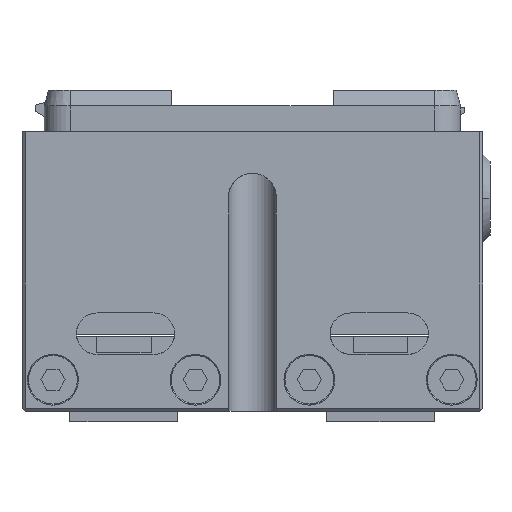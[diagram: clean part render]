
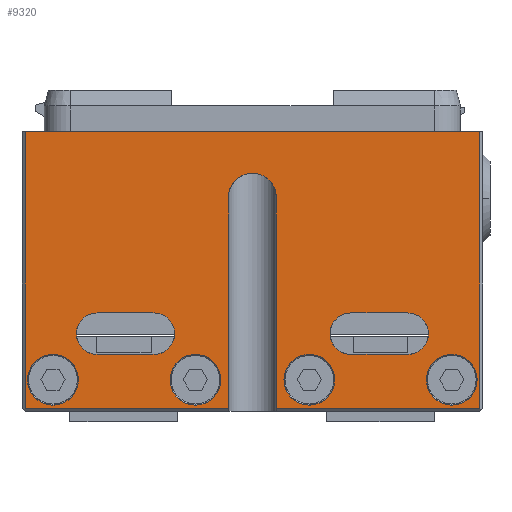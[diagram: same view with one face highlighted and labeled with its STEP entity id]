
A CAD part, front view. The second image highlights one B-rep face of the part: STEP entity #9320.
In plain terms, the highlighted planar face has unit normal (0, -1, 0).
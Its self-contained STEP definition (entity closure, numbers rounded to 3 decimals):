
#1238=DIRECTION('',(1.,0.,0.));
#1239=VECTOR('',#1238,19.65);
#1240=CARTESIAN_POINT('',(2.3,0.,-26.7));
#1241=LINE('',#1240,#1239);
#1242=DIRECTION('',(0.,0.,1.));
#1243=VECTOR('',#1242,20.4);
#1244=CARTESIAN_POINT('',(2.3,0.,-26.7));
#1245=LINE('',#1244,#1243);
#1246=CARTESIAN_POINT('',(0.,0.,-6.3));
#1247=DIRECTION('',(0.,-1.,0.));
#1248=DIRECTION('',(1.,0.,0.));
#1249=AXIS2_PLACEMENT_3D('',#1246,#1247,#1248);
#1251=DIRECTION('',(0.,0.,1.));
#1252=VECTOR('',#1251,20.4);
#1253=CARTESIAN_POINT('',(-2.3,0.,-26.7));
#1254=LINE('',#1253,#1252);
#1255=DIRECTION('',(1.,0.,0.));
#1256=VECTOR('',#1255,19.65);
#1257=CARTESIAN_POINT('',(-21.95,0.,-26.7));
#1258=LINE('',#1257,#1256);
#1259=DIRECTION('',(0.,0.,-1.));
#1260=VECTOR('',#1259,26.7);
#1261=CARTESIAN_POINT('',(-21.95,0.,0.));
#1262=LINE('',#1261,#1260);
#1263=DIRECTION('',(1.,0.,0.));
#1264=VECTOR('',#1263,43.9);
#1265=CARTESIAN_POINT('',(-21.95,0.,0.));
#1266=LINE('',#1265,#1264);
#1267=DIRECTION('',(0.,0.,1.));
#1268=VECTOR('',#1267,26.7);
#1269=CARTESIAN_POINT('',(21.95,0.,-26.7));
#1270=LINE('',#1269,#1268);
#1271=CARTESIAN_POINT('',(-9.5,0.,-19.5));
#1272=DIRECTION('',(0.,-1.,0.));
#1273=DIRECTION('',(0.,0.,-1.));
#1274=AXIS2_PLACEMENT_3D('',#1271,#1272,#1273);
#1276=DIRECTION('',(-1.,0.,0.));
#1277=VECTOR('',#1276,5.5);
#1278=CARTESIAN_POINT('',(-9.5,0.,-17.5));
#1279=LINE('',#1278,#1277);
#1280=CARTESIAN_POINT('',(-15.,0.,-19.5));
#1281=DIRECTION('',(0.,-1.,0.));
#1282=DIRECTION('',(0.,0.,1.));
#1283=AXIS2_PLACEMENT_3D('',#1280,#1281,#1282);
#1285=DIRECTION('',(1.,0.,0.));
#1286=VECTOR('',#1285,5.5);
#1287=CARTESIAN_POINT('',(-15.,0.,-21.5));
#1288=LINE('',#1287,#1286);
#1289=DIRECTION('',(1.,0.,0.));
#1290=VECTOR('',#1289,5.5);
#1291=CARTESIAN_POINT('',(9.5,0.,-21.5));
#1292=LINE('',#1291,#1290);
#1293=CARTESIAN_POINT('',(15.,0.,-19.5));
#1294=DIRECTION('',(0.,-1.,0.));
#1295=DIRECTION('',(0.,0.,-1.));
#1296=AXIS2_PLACEMENT_3D('',#1293,#1294,#1295);
#1298=DIRECTION('',(-1.,0.,0.));
#1299=VECTOR('',#1298,5.5);
#1300=CARTESIAN_POINT('',(15.,0.,-17.5));
#1301=LINE('',#1300,#1299);
#1302=CARTESIAN_POINT('',(9.5,0.,-19.5));
#1303=DIRECTION('',(0.,-1.,0.));
#1304=DIRECTION('',(0.,0.,1.));
#1305=AXIS2_PLACEMENT_3D('',#1302,#1303,#1304);
#1307=CARTESIAN_POINT('',(-19.26,0.,-23.95));
#1308=DIRECTION('',(0.,-1.,0.));
#1309=DIRECTION('',(-1.,0.,0.));
#1310=AXIS2_PLACEMENT_3D('',#1307,#1308,#1309);
#1312=CARTESIAN_POINT('',(-19.26,0.,-23.95));
#1313=DIRECTION('',(0.,-1.,0.));
#1314=DIRECTION('',(1.,0.,0.));
#1315=AXIS2_PLACEMENT_3D('',#1312,#1313,#1314);
#1317=CARTESIAN_POINT('',(-5.5,0.,-23.95));
#1318=DIRECTION('',(0.,-1.,0.));
#1319=DIRECTION('',(-1.,0.,0.));
#1320=AXIS2_PLACEMENT_3D('',#1317,#1318,#1319);
#1322=CARTESIAN_POINT('',(-5.5,0.,-23.95));
#1323=DIRECTION('',(0.,-1.,0.));
#1324=DIRECTION('',(1.,0.,0.));
#1325=AXIS2_PLACEMENT_3D('',#1322,#1323,#1324);
#1327=CARTESIAN_POINT('',(5.5,0.,-23.95));
#1328=DIRECTION('',(0.,-1.,0.));
#1329=DIRECTION('',(-1.,0.,0.));
#1330=AXIS2_PLACEMENT_3D('',#1327,#1328,#1329);
#1332=CARTESIAN_POINT('',(5.5,0.,-23.95));
#1333=DIRECTION('',(0.,-1.,0.));
#1334=DIRECTION('',(1.,0.,0.));
#1335=AXIS2_PLACEMENT_3D('',#1332,#1333,#1334);
#1337=CARTESIAN_POINT('',(19.26,0.,-23.95));
#1338=DIRECTION('',(0.,-1.,0.));
#1339=DIRECTION('',(-1.,0.,0.));
#1340=AXIS2_PLACEMENT_3D('',#1337,#1338,#1339);
#1342=CARTESIAN_POINT('',(19.26,0.,-23.95));
#1343=DIRECTION('',(0.,-1.,0.));
#1344=DIRECTION('',(1.,0.,0.));
#1345=AXIS2_PLACEMENT_3D('',#1342,#1343,#1344);
#6685=CARTESIAN_POINT('',(2.3,0.,-6.3));
#6686=CARTESIAN_POINT('',(-2.3,0.,-6.3));
#6687=VERTEX_POINT('',#6685);
#6688=VERTEX_POINT('',#6686);
#6692=CARTESIAN_POINT('',(-9.5,0.,-21.5));
#6693=CARTESIAN_POINT('',(-9.5,0.,-17.5));
#6694=VERTEX_POINT('',#6692);
#6695=VERTEX_POINT('',#6693);
#6696=CARTESIAN_POINT('',(-15.,0.,-17.5));
#6697=VERTEX_POINT('',#6696);
#6698=CARTESIAN_POINT('',(-15.,0.,-21.5));
#6699=VERTEX_POINT('',#6698);
#6700=CARTESIAN_POINT('',(9.5,0.,-21.5));
#6701=CARTESIAN_POINT('',(15.,0.,-21.5));
#6702=VERTEX_POINT('',#6700);
#6703=VERTEX_POINT('',#6701);
#6704=CARTESIAN_POINT('',(15.,0.,-17.5));
#6705=VERTEX_POINT('',#6704);
#6706=CARTESIAN_POINT('',(9.5,0.,-17.5));
#6707=VERTEX_POINT('',#6706);
#6732=CARTESIAN_POINT('',(-21.71,0.,-23.95));
#6733=CARTESIAN_POINT('',(-16.81,0.,-23.95));
#6734=VERTEX_POINT('',#6732);
#6735=VERTEX_POINT('',#6733);
#6736=CARTESIAN_POINT('',(-7.95,0.,-23.95));
#6737=CARTESIAN_POINT('',(-3.05,0.,-23.95));
#6738=VERTEX_POINT('',#6736);
#6739=VERTEX_POINT('',#6737);
#6740=CARTESIAN_POINT('',(3.05,0.,-23.95));
#6741=CARTESIAN_POINT('',(7.95,0.,-23.95));
#6742=VERTEX_POINT('',#6740);
#6743=VERTEX_POINT('',#6741);
#6744=CARTESIAN_POINT('',(16.81,0.,-23.95));
#6745=CARTESIAN_POINT('',(21.71,0.,-23.95));
#6746=VERTEX_POINT('',#6744);
#6747=VERTEX_POINT('',#6745);
#6757=CARTESIAN_POINT('',(2.3,0.,-26.7));
#6759=VERTEX_POINT('',#6757);
#6760=CARTESIAN_POINT('',(21.95,0.,-26.7));
#6761=VERTEX_POINT('',#6760);
#6762=CARTESIAN_POINT('',(21.95,0.,0.));
#6764=VERTEX_POINT('',#6762);
#6775=CARTESIAN_POINT('',(-21.95,0.,0.));
#6777=VERTEX_POINT('',#6775);
#6778=CARTESIAN_POINT('',(-21.95,0.,-26.7));
#6779=VERTEX_POINT('',#6778);
#6780=CARTESIAN_POINT('',(-2.3,0.,-26.7));
#6782=VERTEX_POINT('',#6780);
#9256=CARTESIAN_POINT('',(0.,0.,0.));
#9257=DIRECTION('',(0.,1.,0.));
#9258=DIRECTION('',(1.,0.,0.));
#9259=AXIS2_PLACEMENT_3D('',#9256,#9257,#9258);
#9260=PLANE('',#9259);
#9262=ORIENTED_EDGE('',*,*,#9261,.F.);
#9264=ORIENTED_EDGE('',*,*,#9263,.T.);
#9266=ORIENTED_EDGE('',*,*,#9265,.T.);
#9268=ORIENTED_EDGE('',*,*,#9267,.F.);
#9270=ORIENTED_EDGE('',*,*,#9269,.F.);
#9272=ORIENTED_EDGE('',*,*,#9271,.F.);
#9274=ORIENTED_EDGE('',*,*,#9273,.T.);
#9276=ORIENTED_EDGE('',*,*,#9275,.F.);
#9277=EDGE_LOOP('',(#9262,#9264,#9266,#9268,#9270,#9272,#9274,#9276));
#9278=FACE_OUTER_BOUND('',#9277,.F.);
#9280=ORIENTED_EDGE('',*,*,#9279,.T.);
#9282=ORIENTED_EDGE('',*,*,#9281,.T.);
#9284=ORIENTED_EDGE('',*,*,#9283,.T.);
#9286=ORIENTED_EDGE('',*,*,#9285,.T.);
#9287=EDGE_LOOP('',(#9280,#9282,#9284,#9286));
#9288=FACE_BOUND('',#9287,.F.);
#9289=ORIENTED_EDGE('',*,*,#9220,.T.);
#9290=ORIENTED_EDGE('',*,*,#9236,.T.);
#9291=ORIENTED_EDGE('',*,*,#9247,.T.);
#9293=ORIENTED_EDGE('',*,*,#9292,.T.);
#9294=EDGE_LOOP('',(#9289,#9290,#9291,#9293));
#9295=FACE_BOUND('',#9294,.F.);
#9297=ORIENTED_EDGE('',*,*,#9296,.T.);
#9299=ORIENTED_EDGE('',*,*,#9298,.T.);
#9300=EDGE_LOOP('',(#9297,#9299));
#9301=FACE_BOUND('',#9300,.F.);
#9303=ORIENTED_EDGE('',*,*,#9302,.T.);
#9305=ORIENTED_EDGE('',*,*,#9304,.T.);
#9306=EDGE_LOOP('',(#9303,#9305));
#9307=FACE_BOUND('',#9306,.F.);
#9309=ORIENTED_EDGE('',*,*,#9308,.T.);
#9311=ORIENTED_EDGE('',*,*,#9310,.T.);
#9312=EDGE_LOOP('',(#9309,#9311));
#9313=FACE_BOUND('',#9312,.F.);
#9315=ORIENTED_EDGE('',*,*,#9314,.T.);
#9317=ORIENTED_EDGE('',*,*,#9316,.T.);
#9318=EDGE_LOOP('',(#9315,#9317));
#9319=FACE_BOUND('',#9318,.F.);
#9320=ADVANCED_FACE('',(#9278,#9288,#9295,#9301,#9307,#9313,#9319),#9260,.F.);
#1250=CIRCLE('',#1249,2.3);
#1275=CIRCLE('',#1274,2.);
#1284=CIRCLE('',#1283,2.);
#1297=CIRCLE('',#1296,2.);
#1306=CIRCLE('',#1305,2.);
#1311=CIRCLE('',#1310,2.45);
#1316=CIRCLE('',#1315,2.45);
#1321=CIRCLE('',#1320,2.45);
#1326=CIRCLE('',#1325,2.45);
#1331=CIRCLE('',#1330,2.45);
#1336=CIRCLE('',#1335,2.45);
#1341=CIRCLE('',#1340,2.45);
#1346=CIRCLE('',#1345,2.45);
#9220=EDGE_CURVE('',#6702,#6703,#1292,.T.);
#9236=EDGE_CURVE('',#6703,#6705,#1297,.T.);
#9247=EDGE_CURVE('',#6705,#6707,#1301,.T.);
#9261=EDGE_CURVE('',#6759,#6761,#1241,.T.);
#9263=EDGE_CURVE('',#6759,#6687,#1245,.T.);
#9265=EDGE_CURVE('',#6687,#6688,#1250,.T.);
#9267=EDGE_CURVE('',#6782,#6688,#1254,.T.);
#9269=EDGE_CURVE('',#6779,#6782,#1258,.T.);
#9271=EDGE_CURVE('',#6777,#6779,#1262,.T.);
#9273=EDGE_CURVE('',#6777,#6764,#1266,.T.);
#9275=EDGE_CURVE('',#6761,#6764,#1270,.T.);
#9279=EDGE_CURVE('',#6694,#6695,#1275,.T.);
#9281=EDGE_CURVE('',#6695,#6697,#1279,.T.);
#9283=EDGE_CURVE('',#6697,#6699,#1284,.T.);
#9285=EDGE_CURVE('',#6699,#6694,#1288,.T.);
#9292=EDGE_CURVE('',#6707,#6702,#1306,.T.);
#9296=EDGE_CURVE('',#6734,#6735,#1311,.T.);
#9298=EDGE_CURVE('',#6735,#6734,#1316,.T.);
#9302=EDGE_CURVE('',#6738,#6739,#1321,.T.);
#9304=EDGE_CURVE('',#6739,#6738,#1326,.T.);
#9308=EDGE_CURVE('',#6742,#6743,#1331,.T.);
#9310=EDGE_CURVE('',#6743,#6742,#1336,.T.);
#9314=EDGE_CURVE('',#6746,#6747,#1341,.T.);
#9316=EDGE_CURVE('',#6747,#6746,#1346,.T.);
